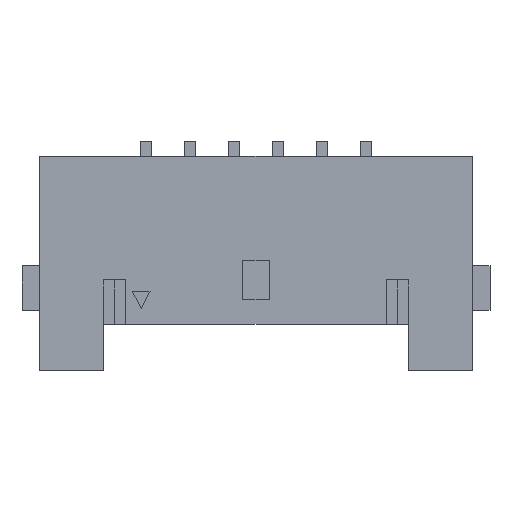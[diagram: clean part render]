
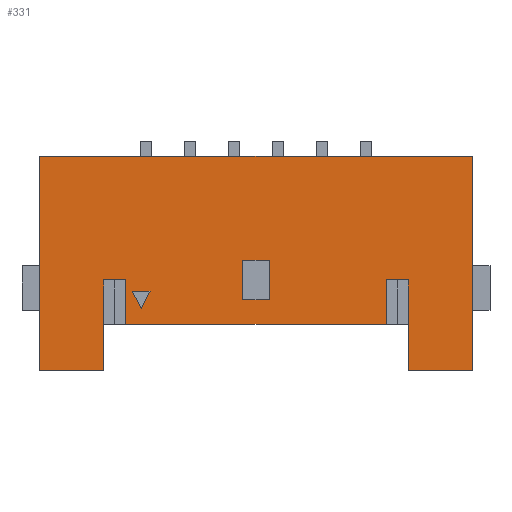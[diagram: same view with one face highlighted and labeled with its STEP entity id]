
A CAD part, top view. The second image highlights one B-rep face of the part: STEP entity #331.
In plain terms, the highlighted planar face has unit normal (0, 0, 1).
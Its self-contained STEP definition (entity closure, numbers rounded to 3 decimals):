
#331=ADVANCED_FACE('',(#771,#772,#773),#565,.T.);
#565=PLANE('',#4851);
#771=FACE_BOUND('',#808,.T.);
#772=FACE_BOUND('',#809,.T.);
#773=FACE_BOUND('',#810,.T.);
#808=EDGE_LOOP('',(#1202,#1203,#1204));
#809=EDGE_LOOP('',(#1205,#1206,#1207,#1208));
#810=EDGE_LOOP('',(#1209,#1210,#1211,#1212,#1213,#1214,#1215,#1216,#1217,
#1218,#1219,#1220));
#1202=ORIENTED_EDGE('',*,*,#2997,.F.);
#1203=ORIENTED_EDGE('',*,*,#2998,.F.);
#1204=ORIENTED_EDGE('',*,*,#2999,.F.);
#1205=ORIENTED_EDGE('',*,*,#3000,.F.);
#1206=ORIENTED_EDGE('',*,*,#3001,.F.);
#1207=ORIENTED_EDGE('',*,*,#3002,.F.);
#1208=ORIENTED_EDGE('',*,*,#3003,.F.);
#1209=ORIENTED_EDGE('',*,*,#3004,.F.);
#1210=ORIENTED_EDGE('',*,*,#3005,.F.);
#1211=ORIENTED_EDGE('',*,*,#3006,.F.);
#1212=ORIENTED_EDGE('',*,*,#3007,.F.);
#1213=ORIENTED_EDGE('',*,*,#3008,.F.);
#1214=ORIENTED_EDGE('',*,*,#3009,.F.);
#1215=ORIENTED_EDGE('',*,*,#3010,.F.);
#1216=ORIENTED_EDGE('',*,*,#2956,.F.);
#1217=ORIENTED_EDGE('',*,*,#2946,.F.);
#1218=ORIENTED_EDGE('',*,*,#3011,.T.);
#1219=ORIENTED_EDGE('',*,*,#2938,.T.);
#1220=ORIENTED_EDGE('',*,*,#2951,.F.);
#2481=VERTEX_POINT('',#6472);
#2482=VERTEX_POINT('',#6474);
#2485=VERTEX_POINT('',#6481);
#2489=VERTEX_POINT('',#6489);
#2493=VERTEX_POINT('',#6499);
#2496=VERTEX_POINT('',#6509);
#2533=VERTEX_POINT('',#6590);
#2534=VERTEX_POINT('',#6591);
#2535=VERTEX_POINT('',#6593);
#2536=VERTEX_POINT('',#6596);
#2537=VERTEX_POINT('',#6597);
#2538=VERTEX_POINT('',#6599);
#2539=VERTEX_POINT('',#6601);
#2540=VERTEX_POINT('',#6604);
#2541=VERTEX_POINT('',#6606);
#2542=VERTEX_POINT('',#6608);
#2543=VERTEX_POINT('',#6610);
#2544=VERTEX_POINT('',#6612);
#2545=VERTEX_POINT('',#6614);
#2938=EDGE_CURVE('',#2482,#2481,#3621,.T.);
#2946=EDGE_CURVE('',#2489,#2485,#3629,.T.);
#2951=EDGE_CURVE('',#2493,#2481,#3634,.T.);
#2956=EDGE_CURVE('',#2485,#2496,#3639,.T.);
#2997=EDGE_CURVE('',#2533,#2534,#3680,.T.);
#2998=EDGE_CURVE('',#2535,#2533,#3681,.T.);
#2999=EDGE_CURVE('',#2534,#2535,#3682,.T.);
#3000=EDGE_CURVE('',#2536,#2537,#3683,.T.);
#3001=EDGE_CURVE('',#2538,#2536,#3684,.T.);
#3002=EDGE_CURVE('',#2539,#2538,#3685,.T.);
#3003=EDGE_CURVE('',#2537,#2539,#3686,.T.);
#3004=EDGE_CURVE('',#2540,#2493,#3687,.T.);
#3005=EDGE_CURVE('',#2541,#2540,#3688,.T.);
#3006=EDGE_CURVE('',#2542,#2541,#3689,.T.);
#3007=EDGE_CURVE('',#2543,#2542,#3690,.T.);
#3008=EDGE_CURVE('',#2544,#2543,#3691,.T.);
#3009=EDGE_CURVE('',#2545,#2544,#3692,.T.);
#3010=EDGE_CURVE('',#2496,#2545,#3693,.T.);
#3011=EDGE_CURVE('',#2489,#2482,#3694,.T.);
#3621=LINE('',#6473,#4272);
#3629=LINE('',#6490,#4280);
#3634=LINE('',#6500,#4285);
#3639=LINE('',#6508,#4290);
#3680=LINE('',#6589,#4331);
#3681=LINE('',#6592,#4332);
#3682=LINE('',#6594,#4333);
#3683=LINE('',#6595,#4334);
#3684=LINE('',#6598,#4335);
#3685=LINE('',#6600,#4336);
#3686=LINE('',#6602,#4337);
#3687=LINE('',#6603,#4338);
#3688=LINE('',#6605,#4339);
#3689=LINE('',#6607,#4340);
#3690=LINE('',#6609,#4341);
#3691=LINE('',#6611,#4342);
#3692=LINE('',#6613,#4343);
#3693=LINE('',#6615,#4344);
#3694=LINE('',#6616,#4345);
#4272=VECTOR('',#5218,1.);
#4280=VECTOR('',#5228,1.);
#4285=VECTOR('',#5235,1.);
#4290=VECTOR('',#5242,1.);
#4331=VECTOR('',#5289,1.);
#4332=VECTOR('',#5290,1.);
#4333=VECTOR('',#5291,1.);
#4334=VECTOR('',#5292,1.);
#4335=VECTOR('',#5293,1.);
#4336=VECTOR('',#5294,1.);
#4337=VECTOR('',#5295,1.);
#4338=VECTOR('',#5296,1.);
#4339=VECTOR('',#5297,1.);
#4340=VECTOR('',#5298,1.);
#4341=VECTOR('',#5299,1.);
#4342=VECTOR('',#5300,1.);
#4343=VECTOR('',#5301,1.);
#4344=VECTOR('',#5302,1.);
#4345=VECTOR('',#5303,1.);
#4851=AXIS2_PLACEMENT_3D('',#6617,#5304,#5305);
#5218=DIRECTION('',(0.,-1.,0.));
#5228=DIRECTION('',(0.,-1.,0.));
#5235=DIRECTION('',(-1.,0.,0.));
#5242=DIRECTION('',(-1.,0.,0.));
#5289=DIRECTION('',(0.447,-0.894,0.));
#5290=DIRECTION('',(-1.,0.,0.));
#5291=DIRECTION('',(0.447,0.894,0.));
#5292=DIRECTION('',(0.,-1.,0.));
#5293=DIRECTION('',(-1.,0.,0.));
#5294=DIRECTION('',(0.,1.,0.));
#5295=DIRECTION('',(1.,0.,0.));
#5296=DIRECTION('',(0.,-1.,0.));
#5297=DIRECTION('',(-1.,0.,0.));
#5298=DIRECTION('',(0.,1.,0.));
#5299=DIRECTION('',(-1.,0.,0.));
#5300=DIRECTION('',(0.,-1.,0.));
#5301=DIRECTION('',(-1.,0.,0.));
#5302=DIRECTION('',(0.,1.,0.));
#5303=DIRECTION('',(-1.,0.,0.));
#5304=DIRECTION('',(0.,0.,1.));
#5305=DIRECTION('',(1.,0.,0.));
#6472=CARTESIAN_POINT('',(-7.4,2.05,1.42));
#6473=CARTESIAN_POINT('',(-7.4,6.9,1.42));
#6474=CARTESIAN_POINT('',(-7.4,6.9,1.42));
#6481=CARTESIAN_POINT('',(2.4,2.05,1.42));
#6489=CARTESIAN_POINT('',(2.4,6.9,1.42));
#6490=CARTESIAN_POINT('',(2.4,6.9,1.42));
#6499=CARTESIAN_POINT('',(-5.95,2.05,1.42));
#6500=CARTESIAN_POINT('',(2.4,2.05,1.42));
#6508=CARTESIAN_POINT('',(2.4,2.05,1.42));
#6509=CARTESIAN_POINT('',(0.95,2.05,1.42));
#6589=CARTESIAN_POINT('',(-5.3,3.85,1.42));
#6590=CARTESIAN_POINT('',(-5.3,3.85,1.42));
#6591=CARTESIAN_POINT('',(-5.1,3.45,1.42));
#6592=CARTESIAN_POINT('',(-4.9,3.85,1.42));
#6593=CARTESIAN_POINT('',(-4.9,3.85,1.42));
#6594=CARTESIAN_POINT('',(-5.1,3.45,1.42));
#6595=CARTESIAN_POINT('',(-2.8,4.55,1.42));
#6596=CARTESIAN_POINT('',(-2.8,4.55,1.42));
#6597=CARTESIAN_POINT('',(-2.8,3.65,1.42));
#6598=CARTESIAN_POINT('',(-2.2,4.55,1.42));
#6599=CARTESIAN_POINT('',(-2.2,4.55,1.42));
#6600=CARTESIAN_POINT('',(-2.2,3.65,1.42));
#6601=CARTESIAN_POINT('',(-2.2,3.65,1.42));
#6602=CARTESIAN_POINT('',(-2.8,3.65,1.42));
#6603=CARTESIAN_POINT('',(-5.95,4.1,1.42));
#6604=CARTESIAN_POINT('',(-5.95,4.1,1.42));
#6605=CARTESIAN_POINT('',(-5.45,4.1,1.42));
#6606=CARTESIAN_POINT('',(-5.45,4.1,1.42));
#6607=CARTESIAN_POINT('',(-5.45,3.1,1.42));
#6608=CARTESIAN_POINT('',(-5.45,3.1,1.42));
#6609=CARTESIAN_POINT('',(0.45,3.1,1.42));
#6610=CARTESIAN_POINT('',(0.45,3.1,1.42));
#6611=CARTESIAN_POINT('',(0.45,4.1,1.42));
#6612=CARTESIAN_POINT('',(0.45,4.1,1.42));
#6613=CARTESIAN_POINT('',(0.95,4.1,1.42));
#6614=CARTESIAN_POINT('',(0.95,4.1,1.42));
#6615=CARTESIAN_POINT('',(0.95,2.05,1.42));
#6616=CARTESIAN_POINT('',(2.4,6.9,1.42));
#6617=CARTESIAN_POINT('',(2.4,6.9,1.42));
